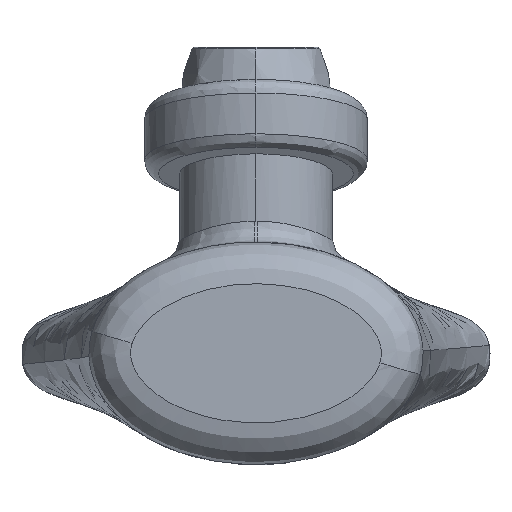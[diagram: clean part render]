
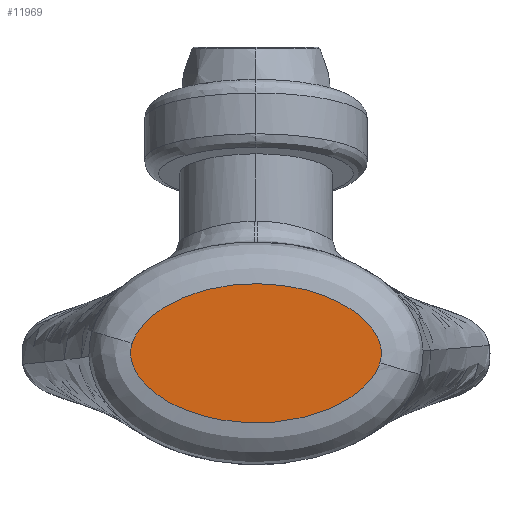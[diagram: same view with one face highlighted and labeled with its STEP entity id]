
A CAD part, top view. The second image highlights one B-rep face of the part: STEP entity #11969.
In plain terms, the highlighted planar face has unit normal (0, 0, 1).
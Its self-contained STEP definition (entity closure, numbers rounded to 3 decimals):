
#99 = CARTESIAN_POINT ( 'NONE',  ( 8.735, 1.144, 65. ) ) ;
#213 = CARTESIAN_POINT ( 'NONE',  ( -1.617, -4.919, 65. ) ) ;
#344 = CARTESIAN_POINT ( 'NONE',  ( 5.199, -4.027, 65. ) ) ;
#356 = CARTESIAN_POINT ( 'NONE',  ( 7.925, 2.287, 65. ) ) ;
#1072 = CARTESIAN_POINT ( 'NONE',  ( 8.965, 0.478, 65. ) ) ;
#1186 = CARTESIAN_POINT ( 'NONE',  ( 1.613, -4.92, 65. ) ) ;
#1250 = CARTESIAN_POINT ( 'NONE',  ( 2.996, -4.723, 65. ) ) ;
#1313 = CARTESIAN_POINT ( 'NONE',  ( 3.894, -4.507, 65. ) ) ;
#1325 = CARTESIAN_POINT ( 'NONE',  ( 0.237, 5.005, 65. ) ) ;
#1377 = CARTESIAN_POINT ( 'NONE',  ( 7.588, -2.582, 65. ) ) ;
#1389 = CARTESIAN_POINT ( 'NONE',  ( -8.498, 1.558, 65. ) ) ;
#1439 = CARTESIAN_POINT ( 'NONE',  ( -7.588, -2.581, 65. ) ) ;
#1841 = PLANE ( 'NONE',  #3275 ) ;
#2155 = CARTESIAN_POINT ( 'NONE',  ( 8.514, -1.535, 65. ) ) ;
#2229 = CARTESIAN_POINT ( 'NONE',  ( -7.579, 2.604, 65. ) ) ;
#2279 = CARTESIAN_POINT ( 'NONE',  ( -8.963, 0.486, 65. ) ) ;
#2408 = CARTESIAN_POINT ( 'NONE',  ( -8.895, 0.712, 65. ) ) ;
#2422 = CARTESIAN_POINT ( 'NONE',  ( -8.732, 1.15, 65. ) ) ;
#2937 = FACE_OUTER_BOUND ( 'NONE', #5334, .T. ) ;
#3119 = CARTESIAN_POINT ( 'NONE',  ( 8.903, -0.687, 65. ) ) ;
#3130 = CARTESIAN_POINT ( 'NONE',  ( 9.006, -0.228, 65. ) ) ;
#3179 = CARTESIAN_POINT ( 'NONE',  ( -8.382, -1.724, 65. ) ) ;
#3275 = AXIS2_PLACEMENT_3D ( 'NONE', #11872, #6869, #5900 ) ;
#3370 = CARTESIAN_POINT ( 'NONE',  ( 5.629, -3.839, 65. ) ) ;
#3383 = CARTESIAN_POINT ( 'NONE',  ( 1.617, 4.94, 65. ) ) ;
#3453 = CARTESIAN_POINT ( 'NONE',  ( -1.154, 4.962, 65. ) ) ;
#4076 = CARTESIAN_POINT ( 'NONE',  ( -4.35, -4.366, 65. ) ) ;
#4137 = CARTESIAN_POINT ( 'NONE',  ( 6.85, -3.159, 65. ) ) ;
#4203 = EDGE_CURVE ( 'NONE', #12146, #12399, #12352, .T. ) ;
#4205 = CARTESIAN_POINT ( 'NONE',  ( -8.515, -1.533, 65. ) ) ;
#5116 = CARTESIAN_POINT ( 'NONE',  ( 8.085, -2.092, 65. ) ) ;
#5129 = CARTESIAN_POINT ( 'NONE',  ( 7.583, 2.6, 65. ) ) ;
#5193 = CARTESIAN_POINT ( 'NONE',  ( 6.442, 3.412, 65. ) ) ;
#5256 = CARTESIAN_POINT ( 'NONE',  ( -8.363, 1.75, 65. ) ) ;
#5321 = CARTESIAN_POINT ( 'NONE',  ( 6.843, 3.164, 65. ) ) ;
#5334 = EDGE_LOOP ( 'NONE', ( #8082, #6463 ) ) ;
#5373 = CARTESIAN_POINT ( 'NONE',  ( -6.457, -3.403, 65. ) ) ;
#5900 = DIRECTION ( 'NONE',  ( 1., 0., 0. ) ) ;
#6078 = CARTESIAN_POINT ( 'NONE',  ( -7.41, -2.731, 65. ) ) ;
#6154 = CARTESIAN_POINT ( 'NONE',  ( 8.504, 1.549, 65. ) ) ;
#6209 = CARTESIAN_POINT ( 'NONE',  ( 7.408, -2.733, 65. ) ) ;
#6221 = CARTESIAN_POINT ( 'NONE',  ( 5.622, 3.842, 65. ) ) ;
#6342 = CARTESIAN_POINT ( 'NONE',  ( -9.007, -0.222, 65. ) ) ;
#6421 = CARTESIAN_POINT ( 'NONE',  ( -6.437, 3.415, 65. ) ) ;
#6463 = ORIENTED_EDGE ( 'NONE', *, *, #12179, .T. ) ;
#6841 = B_SPLINE_CURVE_WITH_KNOTS ( 'NONE', 3,
 ( #2408, #2279, #7175, #6342, #7306, #10114, #8259, #4205, #3179, #10246, #7111, #1439, #6078, #12054, #5373, #9279, #4076, #9152, #8001, #213, #9089, #8129, #7049, #9216, #1186, #1250, #1313, #344, #3370, #10958, #4137, #6209, #1377, #8063, #5116, #11080, #2155, #9025, #11991, #11019 ),
 .UNSPECIFIED., .F., .F.,
 ( 4, 2, 2, 2, 2, 2, 2, 2, 2, 2, 2, 2, 2, 2, 2, 2, 2, 2, 2, 4 ),
 ( 0.022, 0.023, 0.023, 0.024, 0.025, 0.026, 0.026, 0.028, 0.031, 0.032, 0.033, 0.035, 0.036, 0.039, 0.04, 0.042, 0.043, 0.043, 0.044, 0.045 ),
 .UNSPECIFIED. ) ;
#6869 = DIRECTION ( 'NONE',  ( 0., 0., 1. ) ) ;
#6940 = CARTESIAN_POINT ( 'NONE',  ( 8.903, -0.687, 65. ) ) ;
#7049 = CARTESIAN_POINT ( 'NONE',  ( 0.223, -5.005, 65. ) ) ;
#7111 = CARTESIAN_POINT ( 'NONE',  ( -7.926, -2.261, 65. ) ) ;
#7123 = CARTESIAN_POINT ( 'NONE',  ( 2.529, 4.814, 65. ) ) ;
#7175 = CARTESIAN_POINT ( 'NONE',  ( -9.001, 0.252, 65. ) ) ;
#7187 = CARTESIAN_POINT ( 'NONE',  ( 3.883, 4.482, 65. ) ) ;
#7306 = CARTESIAN_POINT ( 'NONE',  ( -8.969, -0.457, 65. ) ) ;
#7319 = CARTESIAN_POINT ( 'NONE',  ( -1.618, 4.919, 65. ) ) ;
#8001 = CARTESIAN_POINT ( 'NONE',  ( -2.533, -4.789, 65. ) ) ;
#8063 = CARTESIAN_POINT ( 'NONE',  ( 7.926, -2.261, 65. ) ) ;
#8082 = ORIENTED_EDGE ( 'NONE', *, *, #4203, .T. ) ;
#8129 = CARTESIAN_POINT ( 'NONE',  ( -0.238, -5.005, 65. ) ) ;
#8142 = CARTESIAN_POINT ( 'NONE',  ( -6.833, 3.17, 65. ) ) ;
#8259 = CARTESIAN_POINT ( 'NONE',  ( -8.744, -1.125, 65. ) ) ;
#8272 = CARTESIAN_POINT ( 'NONE',  ( 8.371, 1.74, 65. ) ) ;
#8571 = CARTESIAN_POINT ( 'NONE',  ( -8.895, 0.712, 65. ) ) ;
#8911 = CARTESIAN_POINT ( 'NONE',  ( 8.831, 0.927, 65. ) ) ;
#9025 = CARTESIAN_POINT ( 'NONE',  ( 8.743, -1.127, 65. ) ) ;
#9089 = CARTESIAN_POINT ( 'NONE',  ( -1.158, -4.962, 65. ) ) ;
#9099 = CARTESIAN_POINT ( 'NONE',  ( -2.988, 4.724, 65. ) ) ;
#9152 = CARTESIAN_POINT ( 'NONE',  ( -2.993, -4.701, 65. ) ) ;
#9163 = CARTESIAN_POINT ( 'NONE',  ( -3.881, 4.511, 65. ) ) ;
#9216 = CARTESIAN_POINT ( 'NONE',  ( 1.147, -4.963, 65. ) ) ;
#9279 = CARTESIAN_POINT ( 'NONE',  ( -5.22, -4.055, 65. ) ) ;
#9881 = CARTESIAN_POINT ( 'NONE',  ( 9.002, 0.245, 65. ) ) ;
#10114 = CARTESIAN_POINT ( 'NONE',  ( -8.839, -0.906, 65. ) ) ;
#10127 = CARTESIAN_POINT ( 'NONE',  ( -8.828, 0.937, 65. ) ) ;
#10191 = CARTESIAN_POINT ( 'NONE',  ( -0.225, 5.005, 65. ) ) ;
#10246 = CARTESIAN_POINT ( 'NONE',  ( -8.088, -2.088, 65. ) ) ;
#10260 = CARTESIAN_POINT ( 'NONE',  ( 4.331, 4.347, 65. ) ) ;
#10852 = CARTESIAN_POINT ( 'NONE',  ( 8.969, -0.46, 65. ) ) ;
#10958 = CARTESIAN_POINT ( 'NONE',  ( 6.455, -3.404, 65. ) ) ;
#11019 = CARTESIAN_POINT ( 'NONE',  ( 8.903, -0.687, 65. ) ) ;
#11030 = CARTESIAN_POINT ( 'NONE',  ( -5.61, 3.848, 65. ) ) ;
#11080 = CARTESIAN_POINT ( 'NONE',  ( 8.378, -1.73, 65. ) ) ;
#11094 = CARTESIAN_POINT ( 'NONE',  ( -8.895, 0.712, 65. ) ) ;
#11227 = CARTESIAN_POINT ( 'NONE',  ( -7.922, 2.288, 65. ) ) ;
#11299 = CARTESIAN_POINT ( 'NONE',  ( -5.181, 4.034, 65. ) ) ;
#11872 = CARTESIAN_POINT ( 'NONE',  ( 0., 0., 65. ) ) ;
#11969 = ADVANCED_FACE ( 'NONE', ( #2937 ), #1841, .T. ) ;
#11991 = CARTESIAN_POINT ( 'NONE',  ( 8.837, -0.914, 65. ) ) ;
#12054 = CARTESIAN_POINT ( 'NONE',  ( -6.857, -3.154, 65. ) ) ;
#12136 = CARTESIAN_POINT ( 'NONE',  ( 5.199, 4.027, 65. ) ) ;
#12146 = VERTEX_POINT ( 'NONE', #3119 ) ;
#12179 = EDGE_CURVE ( 'NONE', #12399, #12146, #6841, .T. ) ;
#12352 = B_SPLINE_CURVE_WITH_KNOTS ( 'NONE', 3,
 ( #6940, #10852, #3130, #9881, #1072, #8911, #99, #6154, #8272, #356, #5129, #5321, #5193, #6221, #12136, #10260, #7187, #7123, #3383, #1325, #10191, #3453, #7319, #9099, #9163, #11299, #11030, #6421, #8142, #2229, #11227, #5256, #1389, #2422, #10127, #11094 ),
 .UNSPECIFIED., .F., .F.,
 ( 4, 2, 2, 2, 2, 2, 2, 2, 2, 2, 2, 2, 2, 2, 2, 2, 2, 4 ),
 ( 0.045, 0.045, 0.046, 0.047, 0.048, 0.049, 0.05, 0.052, 0.053, 0.056, 0.058, 0.059, 0.062, 0.063, 0.065, 0.066, 0.067, 0.067 ),
 .UNSPECIFIED. ) ;
#12399 = VERTEX_POINT ( 'NONE', #8571 ) ;
